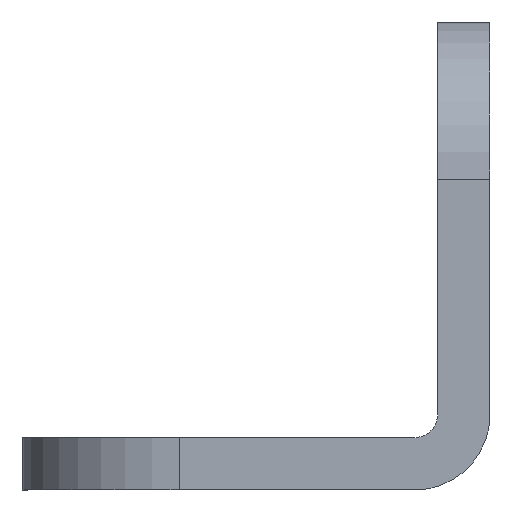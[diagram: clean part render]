
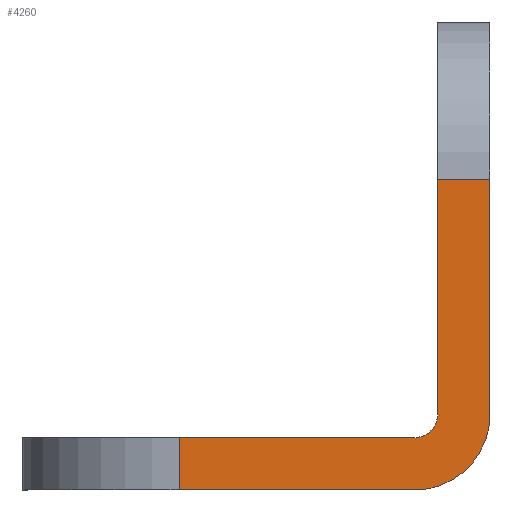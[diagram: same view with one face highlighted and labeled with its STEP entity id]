
A CAD part, left-side view. The second image highlights one B-rep face of the part: STEP entity #4260.
In plain terms, the highlighted planar face has unit normal (-1, 0, 0).
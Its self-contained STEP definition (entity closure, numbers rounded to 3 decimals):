
#72 = AXIS2_PLACEMENT_3D ( 'NONE', #626, #3582, #2860 ) ;
#92 = VERTEX_POINT ( 'NONE', #3123 ) ;
#441 = AXIS2_PLACEMENT_3D ( 'NONE', #4686, #2488, #1053 ) ;
#544 = ORIENTED_EDGE ( 'NONE', *, *, #3845, .T. ) ;
#554 = CARTESIAN_POINT ( 'NONE',  ( 0., 0.7, -12. ) ) ;
#626 = CARTESIAN_POINT ( 'NONE',  ( 0., -1.6, 0. ) ) ;
#642 = CARTESIAN_POINT ( 'NONE',  ( 0., 7.9, -12.7 ) ) ;
#716 = VERTEX_POINT ( 'NONE', #642 ) ;
#749 = VERTEX_POINT ( 'NONE', #3989 ) ;
#827 = AXIS2_PLACEMENT_3D ( 'NONE', #554, #2107, #3179 ) ;
#916 = DIRECTION ( 'NONE',  ( 0., 0., 1. ) ) ;
#991 = ORIENTED_EDGE ( 'NONE', *, *, #2811, .F. ) ;
#1004 = EDGE_CURVE ( 'NONE', #1513, #749, #2010, .T. ) ;
#1034 = EDGE_CURVE ( 'NONE', #92, #2668, #2662, .T. ) ;
#1053 = DIRECTION ( 'NONE',  ( 0., -1., 0. ) ) ;
#1076 = VECTOR ( 'NONE', #1161, 1000. ) ;
#1118 = ORIENTED_EDGE ( 'NONE', *, *, #2443, .F. ) ;
#1131 = DIRECTION ( 'NONE',  ( 0., 0., -1. ) ) ;
#1161 = DIRECTION ( 'NONE',  ( 0., 0., -1. ) ) ;
#1261 = EDGE_CURVE ( 'NONE', #716, #2080, #1883, .T. ) ;
#1306 = CARTESIAN_POINT ( 'NONE',  ( 0., 7.9, -14.3 ) ) ;
#1317 = VECTOR ( 'NONE', #2719, 1000. ) ;
#1414 = CARTESIAN_POINT ( 'NONE',  ( 0., 12.7, -12.7 ) ) ;
#1513 = VERTEX_POINT ( 'NONE', #1306 ) ;
#1515 = EDGE_CURVE ( 'NONE', #1513, #716, #1640, .T. ) ;
#1640 = LINE ( 'NONE', #3527, #1940 ) ;
#1800 = CARTESIAN_POINT ( 'NONE',  ( 0., -1.6, 0. ) ) ;
#1828 = ORIENTED_EDGE ( 'NONE', *, *, #1004, .T. ) ;
#1867 = LINE ( 'NONE', #4451, #1076 ) ;
#1883 = LINE ( 'NONE', #1414, #2490 ) ;
#1929 = ORIENTED_EDGE ( 'NONE', *, *, #3130, .F. ) ;
#1940 = VECTOR ( 'NONE', #916, 1000. ) ;
#2005 = CARTESIAN_POINT ( 'NONE',  ( 0., 0., -4.8 ) ) ;
#2010 = LINE ( 'NONE', #2328, #2878 ) ;
#2080 = VERTEX_POINT ( 'NONE', #3497 ) ;
#2107 = DIRECTION ( 'NONE',  ( 1., 0., 0. ) ) ;
#2132 = CARTESIAN_POINT ( 'NONE',  ( 0., -1.6, -12. ) ) ;
#2149 = CIRCLE ( 'NONE', #827, 2.3 ) ;
#2196 = VERTEX_POINT ( 'NONE', #2329 ) ;
#2262 = ORIENTED_EDGE ( 'NONE', *, *, #1261, .F. ) ;
#2300 = CARTESIAN_POINT ( 'NONE',  ( 0., -1.6, -4.8 ) ) ;
#2328 = CARTESIAN_POINT ( 'NONE',  ( 0., 0., -14.3 ) ) ;
#2329 = CARTESIAN_POINT ( 'NONE',  ( 0., 0., -12. ) ) ;
#2374 = VERTEX_POINT ( 'NONE', #2132 ) ;
#2443 = EDGE_CURVE ( 'NONE', #92, #2374, #4412, .T. ) ;
#2488 = DIRECTION ( 'NONE',  ( -1., 0., 0. ) ) ;
#2490 = VECTOR ( 'NONE', #4746, 1000. ) ;
#2498 = PLANE ( 'NONE',  #72 ) ;
#2662 = LINE ( 'NONE', #2300, #1317 ) ;
#2668 = VERTEX_POINT ( 'NONE', #2005 ) ;
#2719 = DIRECTION ( 'NONE',  ( 0., 1., 0. ) ) ;
#2811 = EDGE_CURVE ( 'NONE', #2374, #749, #2149, .T. ) ;
#2860 = DIRECTION ( 'NONE',  ( 0., 0., 1. ) ) ;
#2878 = VECTOR ( 'NONE', #3793, 1000. ) ;
#3040 = ORIENTED_EDGE ( 'NONE', *, *, #1034, .T. ) ;
#3123 = CARTESIAN_POINT ( 'NONE',  ( 0., -1.6, -4.8 ) ) ;
#3130 = EDGE_CURVE ( 'NONE', #2080, #2196, #4137, .T. ) ;
#3179 = DIRECTION ( 'NONE',  ( 0., -1., 0. ) ) ;
#3228 = ORIENTED_EDGE ( 'NONE', *, *, #1515, .F. ) ;
#3445 = EDGE_LOOP ( 'NONE', ( #544, #1929, #2262, #3228, #1828, #991, #1118, #3040 ) ) ;
#3497 = CARTESIAN_POINT ( 'NONE',  ( 0., 0.7, -12.7 ) ) ;
#3527 = CARTESIAN_POINT ( 'NONE',  ( 0., 7.9, -14.3 ) ) ;
#3582 = DIRECTION ( 'NONE',  ( -1., 0., 0. ) ) ;
#3793 = DIRECTION ( 'NONE',  ( 0., -1., 0. ) ) ;
#3845 = EDGE_CURVE ( 'NONE', #2668, #2196, #1867, .T. ) ;
#3934 = FACE_OUTER_BOUND ( 'NONE', #3445, .T. ) ;
#3988 = VECTOR ( 'NONE', #1131, 1000. ) ;
#3989 = CARTESIAN_POINT ( 'NONE',  ( 0., 0.7, -14.3 ) ) ;
#4137 = CIRCLE ( 'NONE', #441, 0.7 ) ;
#4260 = ADVANCED_FACE ( 'NONE', ( #3934 ), #2498, .T. ) ;
#4412 = LINE ( 'NONE', #1800, #3988 ) ;
#4451 = CARTESIAN_POINT ( 'NONE',  ( 0., 0., 0. ) ) ;
#4686 = CARTESIAN_POINT ( 'NONE',  ( 0., 0.7, -12. ) ) ;
#4746 = DIRECTION ( 'NONE',  ( 0., -1., 0. ) ) ;
